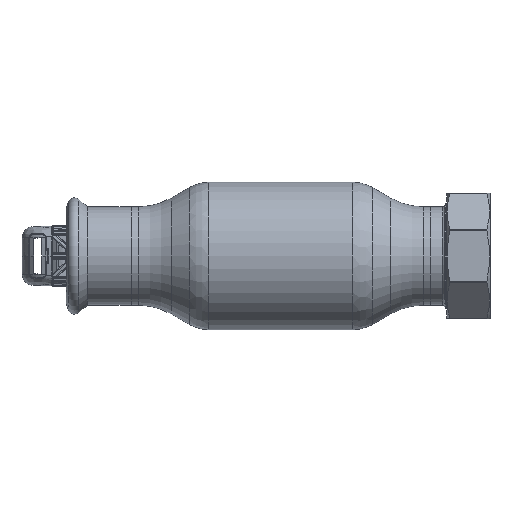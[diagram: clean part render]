
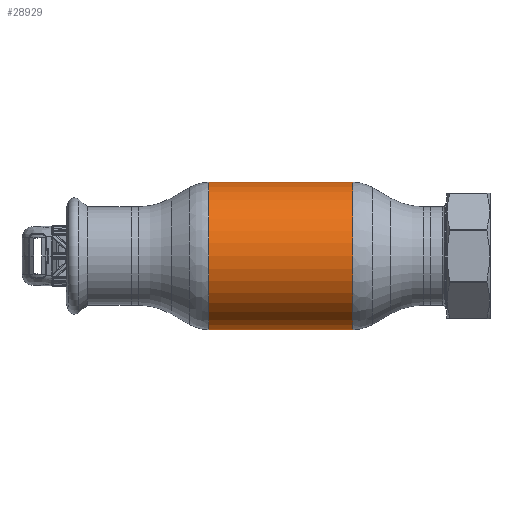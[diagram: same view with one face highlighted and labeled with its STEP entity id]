
A CAD part, front view. The second image highlights one B-rep face of the part: STEP entity #28929.
In plain terms, the highlighted cylindrical face has radius 34 mm (diameter 68 mm), a partial arc.
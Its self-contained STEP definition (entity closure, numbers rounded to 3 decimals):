
#1515 = DIRECTION ( 'NONE',  ( -1., 0., 0. ) ) ;
#2730 = DIRECTION ( 'NONE',  ( -1., 0., 0. ) ) ;
#5046 = VECTOR ( 'NONE', #24885, 1000. ) ;
#9625 = VERTEX_POINT ( 'NONE', #20721 ) ;
#11522 = CIRCLE ( 'NONE', #46860, 34. ) ;
#13967 = EDGE_LOOP ( 'NONE', ( #23819, #65564, #22138, #23315 ) ) ;
#13983 = CYLINDRICAL_SURFACE ( 'NONE', #39576, 34. ) ;
#16572 = CARTESIAN_POINT ( 'NONE',  ( 33.177, 0., 0. ) ) ;
#20721 = CARTESIAN_POINT ( 'NONE',  ( 33.177, 0., -34. ) ) ;
#21578 = CARTESIAN_POINT ( 'NONE',  ( -33.177, 0., 34. ) ) ;
#22138 = ORIENTED_EDGE ( 'NONE', *, *, #63602, .T. ) ;
#23315 = ORIENTED_EDGE ( 'NONE', *, *, #24405, .F. ) ;
#23819 = ORIENTED_EDGE ( 'NONE', *, *, #66729, .F. ) ;
#24405 = EDGE_CURVE ( 'NONE', #61358, #37100, #11522, .T. ) ;
#24885 = DIRECTION ( 'NONE',  ( -1., 0., 0. ) ) ;
#25428 = CARTESIAN_POINT ( 'NONE',  ( -33.177, 0., -34. ) ) ;
#28095 = DIRECTION ( 'NONE',  ( 0., 0., 1. ) ) ;
#28929 = ADVANCED_FACE ( 'NONE', ( #33797 ), #13983, .T. ) ;
#33797 = FACE_OUTER_BOUND ( 'NONE', #13967, .T. ) ;
#34827 = LINE ( 'NONE', #57914, #50531 ) ;
#35860 = CARTESIAN_POINT ( 'NONE',  ( 33.177, 0., 34. ) ) ;
#37100 = VERTEX_POINT ( 'NONE', #21578 ) ;
#37612 = DIRECTION ( 'NONE',  ( 0., 0., 1. ) ) ;
#39576 = AXIS2_PLACEMENT_3D ( 'NONE', #54503, #2730, #40674 ) ;
#40186 = VERTEX_POINT ( 'NONE', #35860 ) ;
#40674 = DIRECTION ( 'NONE',  ( 0., 0., 1. ) ) ;
#41652 = AXIS2_PLACEMENT_3D ( 'NONE', #16572, #1515, #28095 ) ;
#42946 = DIRECTION ( 'NONE',  ( -1., 0., 0. ) ) ;
#44888 = EDGE_CURVE ( 'NONE', #9625, #40186, #66194, .T. ) ;
#46860 = AXIS2_PLACEMENT_3D ( 'NONE', #64829, #42946, #37612 ) ;
#48434 = DIRECTION ( 'NONE',  ( -1., 0., 0. ) ) ;
#50531 = VECTOR ( 'NONE', #48434, 1000. ) ;
#51274 = LINE ( 'NONE', #67048, #5046 ) ;
#54503 = CARTESIAN_POINT ( 'NONE',  ( -62.69, 0., 0. ) ) ;
#57914 = CARTESIAN_POINT ( 'NONE',  ( -62.69, 0., 34. ) ) ;
#61358 = VERTEX_POINT ( 'NONE', #25428 ) ;
#63602 = EDGE_CURVE ( 'NONE', #40186, #37100, #34827, .T. ) ;
#64829 = CARTESIAN_POINT ( 'NONE',  ( -33.177, 0., 0. ) ) ;
#65564 = ORIENTED_EDGE ( 'NONE', *, *, #44888, .T. ) ;
#66194 = CIRCLE ( 'NONE', #41652, 34. ) ;
#66729 = EDGE_CURVE ( 'NONE', #9625, #61358, #51274, .T. ) ;
#67048 = CARTESIAN_POINT ( 'NONE',  ( -62.69, 0., -34. ) ) ;
